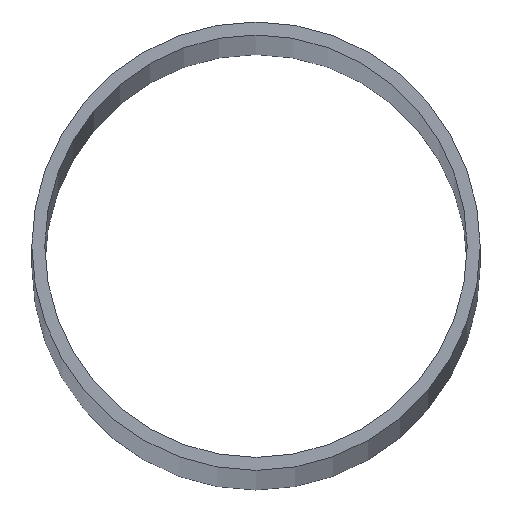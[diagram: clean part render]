
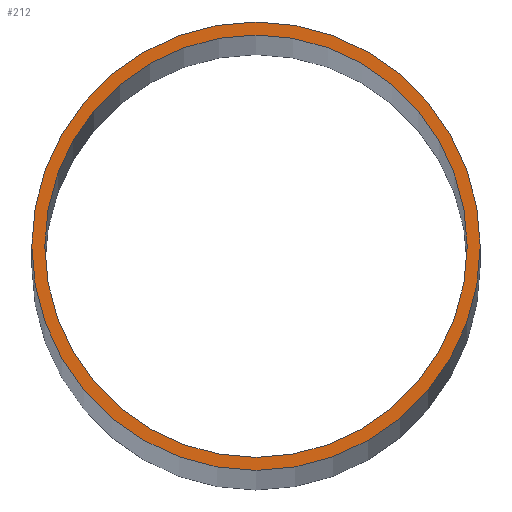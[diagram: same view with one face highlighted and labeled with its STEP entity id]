
A CAD part, top view. The second image highlights one B-rep face of the part: STEP entity #212.
In plain terms, the highlighted planar face has unit normal (0, 0, 1).
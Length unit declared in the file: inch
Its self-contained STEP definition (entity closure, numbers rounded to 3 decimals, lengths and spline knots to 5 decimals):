
#1 = CIRCLE ( 'NONE', #139, 4.06 ) ;
#5 = CARTESIAN_POINT ( 'NONE',  ( 4.06, 0., 216. ) ) ;
#12 = ORIENTED_EDGE ( 'NONE', *, *, #206, .T. ) ;
#14 = ORIENTED_EDGE ( 'NONE', *, *, #64, .F. ) ;
#16 = AXIS2_PLACEMENT_3D ( 'NONE', #119, #201, #83 ) ;
#18 = DIRECTION ( 'NONE',  ( 0., 0., 1. ) ) ;
#19 = CARTESIAN_POINT ( 'NONE',  ( 4.31, 0., 216. ) ) ;
#21 = CARTESIAN_POINT ( 'NONE',  ( -4.31, 0., 216. ) ) ;
#26 = EDGE_LOOP ( 'NONE', ( #12, #189 ) ) ;
#30 = EDGE_LOOP ( 'NONE', ( #14, #95 ) ) ;
#40 = DIRECTION ( 'NONE',  ( 1., 0., 0. ) ) ;
#43 = AXIS2_PLACEMENT_3D ( 'NONE', #62, #18, #236 ) ;
#50 = VERTEX_POINT ( 'NONE', #5 ) ;
#58 = CARTESIAN_POINT ( 'NONE',  ( 0., 0., 216. ) ) ;
#62 = CARTESIAN_POINT ( 'NONE',  ( 0., 0., 216. ) ) ;
#64 = EDGE_CURVE ( 'NONE', #126, #50, #165, .T. ) ;
#71 = VERTEX_POINT ( 'NONE', #21 ) ;
#78 = AXIS2_PLACEMENT_3D ( 'NONE', #58, #84, #40 ) ;
#80 = DIRECTION ( 'NONE',  ( 0., 0., 1. ) ) ;
#83 = DIRECTION ( 'NONE',  ( 1., 0., 0. ) ) ;
#84 = DIRECTION ( 'NONE',  ( 0., 0., 1. ) ) ;
#89 = DIRECTION ( 'NONE',  ( 1., 0., 0. ) ) ;
#95 = ORIENTED_EDGE ( 'NONE', *, *, #238, .F. ) ;
#101 = CARTESIAN_POINT ( 'NONE',  ( -4.06, 0., 216. ) ) ;
#102 = FACE_BOUND ( 'NONE', #30, .T. ) ;
#119 = CARTESIAN_POINT ( 'NONE',  ( 0., 0., 216. ) ) ;
#122 = VERTEX_POINT ( 'NONE', #19 ) ;
#126 = VERTEX_POINT ( 'NONE', #101 ) ;
#139 = AXIS2_PLACEMENT_3D ( 'NONE', #224, #146, #89 ) ;
#146 = DIRECTION ( 'NONE',  ( 0., 0., 1. ) ) ;
#151 = CIRCLE ( 'NONE', #43, 4.31 ) ;
#159 = DIRECTION ( 'NONE',  ( 1., 0., 0. ) ) ;
#162 = PLANE ( 'NONE',  #197 ) ;
#165 = CIRCLE ( 'NONE', #16, 4.06 ) ;
#179 = EDGE_CURVE ( 'NONE', #122, #71, #151, .T. ) ;
#182 = CIRCLE ( 'NONE', #78, 4.31 ) ;
#189 = ORIENTED_EDGE ( 'NONE', *, *, #179, .T. ) ;
#197 = AXIS2_PLACEMENT_3D ( 'NONE', #239, #80, #159 ) ;
#201 = DIRECTION ( 'NONE',  ( 0., 0., 1. ) ) ;
#206 = EDGE_CURVE ( 'NONE', #71, #122, #182, .T. ) ;
#212 = ADVANCED_FACE ( 'NONE', ( #214, #102 ), #162, .T. ) ;
#214 = FACE_OUTER_BOUND ( 'NONE', #26, .T. ) ;
#224 = CARTESIAN_POINT ( 'NONE',  ( 0., 0., 216. ) ) ;
#236 = DIRECTION ( 'NONE',  ( 1., 0., 0. ) ) ;
#238 = EDGE_CURVE ( 'NONE', #50, #126, #1, .T. ) ;
#239 = CARTESIAN_POINT ( 'NONE',  ( 0., 0., 216. ) ) ;
